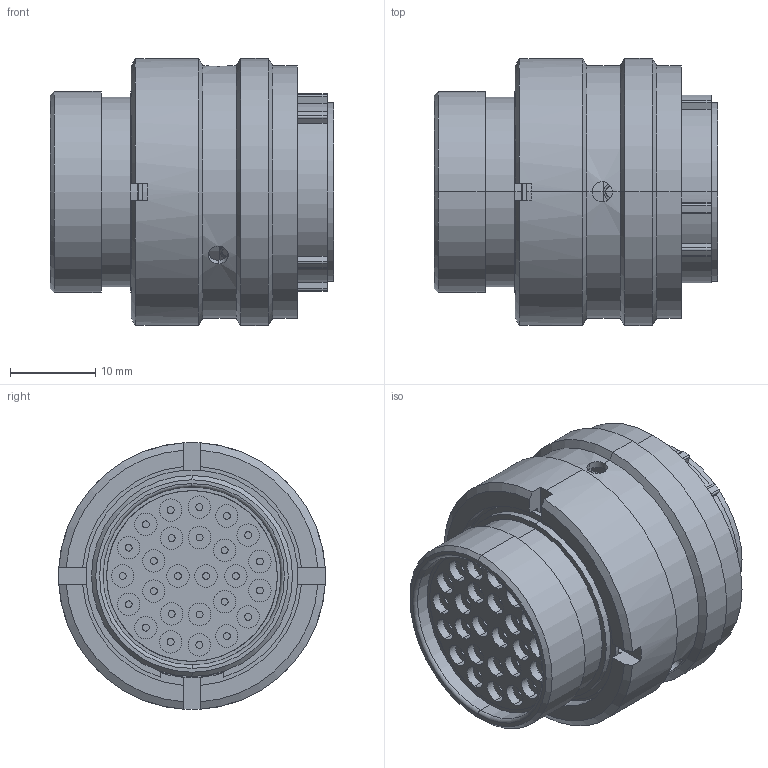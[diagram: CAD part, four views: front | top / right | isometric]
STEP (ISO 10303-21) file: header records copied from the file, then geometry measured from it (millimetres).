
FILE_DESCRIPTION (( 'STEP AP214' ), '1' );
FILE_NAME ('AS616-26PD.STEP', '2019-08-01T13:01:29', ( 'TE Connectivity' ), ( 'TE Connectivity' ), 'SwSTEP 2.0', 'SolidWorks 2016', '' );
FILE_SCHEMA (( 'AUTOMOTIVE_DESIGN' ));
Length unit declared in the file: millimetre
Products named in the file (1): AS616-26PD
Bounding box: 33.37 x 31.4 x 31.4 mm (x, y, z)
Volume: 11618.8 mm3; surface area: 15759 mm2
Topology: 35 solids, 35 shells, 1554 faces, 3708 edges, 2367 vertices
Faces by surface type: cylinder 593, plane 514, torus 318, cone 116, bspline 9, sphere 4
Entity records: 69325 total; most frequent: CARTESIAN_POINT 16142, DIRECTION 7542, ORIENTED_EDGE 7396, EDGE_CURVE 3698, AXIS2_PLACEMENT_3D 3312, VERTEX_POINT 2361, EDGE_LOOP 1867, CIRCLE 1768
